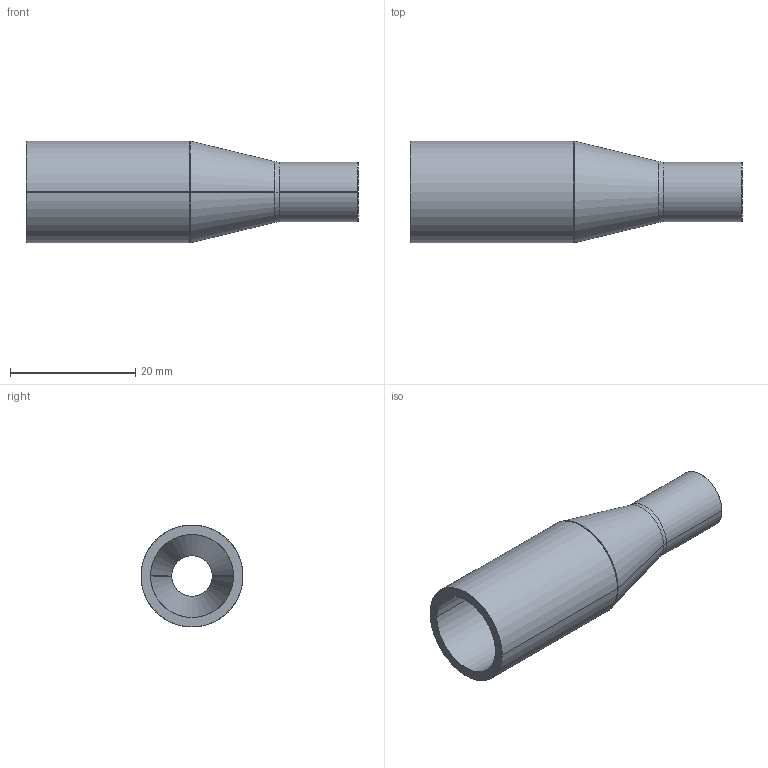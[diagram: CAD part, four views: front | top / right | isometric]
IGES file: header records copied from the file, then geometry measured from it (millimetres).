
Start section: SolidWorks IGES file using analytic representation for surfaces
Global section: file name: 43212.IGS; native system: SolidWorks 2013; preprocessor: SolidWorks 2013; author: user; date: 140820.102330; units: inch
Bounding box: 53.09 x 16.31 x 16.31 mm (x, y, z)
Surface area: 4218.4 mm2 (no closed solid volume)
Topology: 0 solids, 0 shells, 18 faces, 192 edges, 192 vertices
Faces by surface type: revolution 12, bspline 6
